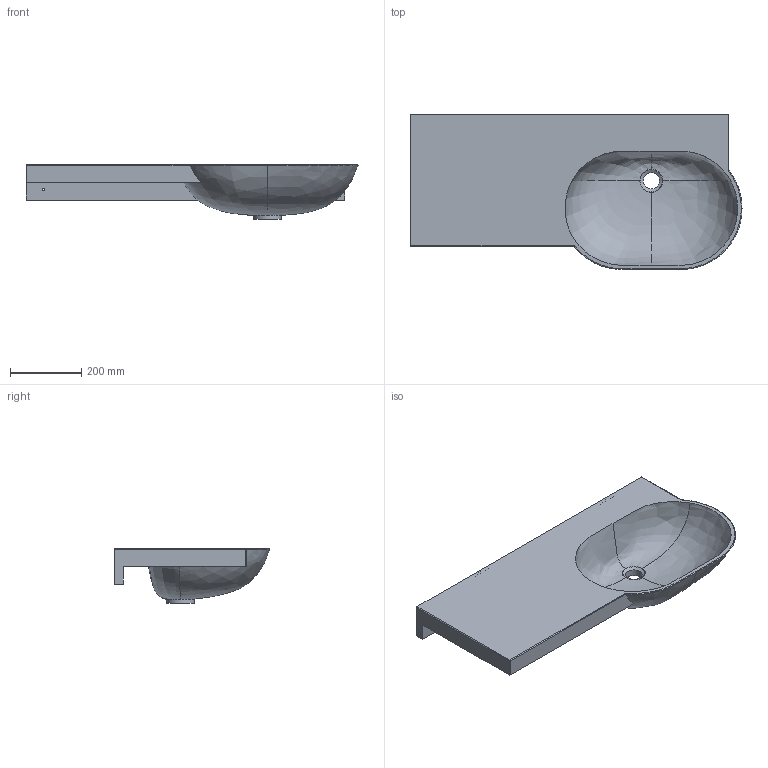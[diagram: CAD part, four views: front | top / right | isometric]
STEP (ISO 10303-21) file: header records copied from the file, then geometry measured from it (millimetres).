
FILE_DESCRIPTION(/* description */ (''),/* implementation_level */ '2;1');
FILE_NAME(/* name */ '895',/* time_stamp */ '2018-09-05T13:18:03+08:00',/* author */ (''),/* organization */ (''),/* preprocessor_version */ 'ST-DEVELOPER v9',/* originating_system */ 'UGS - NX 4.0',/* authorisation */ '');
FILE_SCHEMA (('CONFIG_CONTROL_DESIGN'));
Length unit declared in the file: millimetre
Products named in the file (1): Admi76D8j50z
Bounding box: 932 x 434.8 x 154 mm (x, y, z)
Volume: 7546772.1 mm3; surface area: 1153340.7 mm2
Topology: 1 solids, 2 shells, 106 faces, 304 edges, 202 vertices
Faces by surface type: plane 65, cylinder 28, bspline 11, cone 1, sphere 1
Full cylindrical faces by diameter (mm): 6 x2, 46 x1, 77 x1
Entity records: 22998 total; most frequent: CARTESIAN_POINT 20243, ORIENTED_EDGE 592, DIRECTION 492, EDGE_CURVE 296, VERTEX_POINT 200, LINE 192, VECTOR 192, AXIS2_PLACEMENT_3D 150
